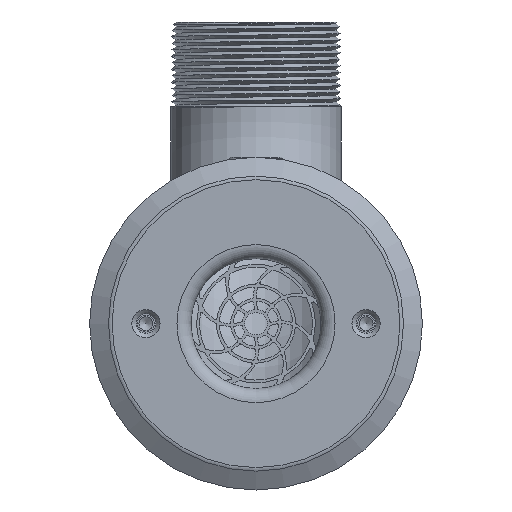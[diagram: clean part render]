
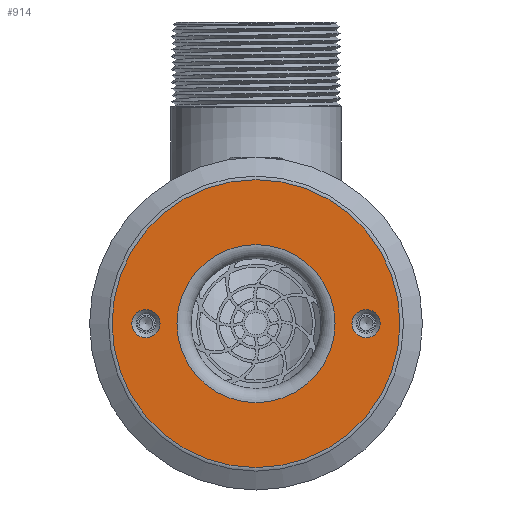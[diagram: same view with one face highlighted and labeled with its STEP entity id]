
A CAD part, front view. The second image highlights one B-rep face of the part: STEP entity #914.
In plain terms, the highlighted planar face has unit normal (0, -1, 0).
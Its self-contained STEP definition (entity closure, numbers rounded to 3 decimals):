
#914=ADVANCED_FACE('',(#8065,#8067,#8069,#8071),#8073,.T.);
#8065=FACE_BOUND('',#8066,.T.);
#8066=EDGE_LOOP('',(#10475));
#8067=FACE_BOUND('',#8068,.T.);
#8068=EDGE_LOOP('',(#10476));
#8069=FACE_BOUND('',#8070,.T.);
#8070=EDGE_LOOP('',(#10477));
#8071=FACE_BOUND('',#8072,.T.);
#8072=EDGE_LOOP('',(#10478));
#8073=PLANE('',#8074);
#8074=AXIS2_PLACEMENT_3D('',#8075,#8076,#8077);
#8075=CARTESIAN_POINT('',(0.,-6.5,0.));
#8076=DIRECTION('',(0.,-1.,0.));
#8077=DIRECTION('',(0.,0.,1.));
#10475=ORIENTED_EDGE('',*,*,#12256,.F.);
#10476=ORIENTED_EDGE('',*,*,#12257,.T.);
#10477=ORIENTED_EDGE('',*,*,#12258,.T.);
#10478=ORIENTED_EDGE('',*,*,#12259,.T.);
#12256=EDGE_CURVE('',#13466,#13466,#13467,.T.);
#12257=EDGE_CURVE('',#13468,#13468,#13469,.F.);
#12258=EDGE_CURVE('',#13470,#13470,#13471,.T.);
#12259=EDGE_CURVE('',#13472,#13472,#13473,.F.);
#13466=VERTEX_POINT('',#19775);
#13467=CIRCLE('',#19776,51.);
#13468=VERTEX_POINT('',#19780);
#13469=CIRCLE('',#19781,5.);
#13470=VERTEX_POINT('',#19785);
#13471=CIRCLE('',#19786,28.);
#13472=VERTEX_POINT('',#19790);
#13473=CIRCLE('',#19791,5.);
#19775=CARTESIAN_POINT('',(0.,-6.5,51.));
#19776=AXIS2_PLACEMENT_3D('',#19777,#19778,#19779);
#19777=CARTESIAN_POINT('',(0.,-6.5,0.));
#19778=DIRECTION('',(0.,1.,0.));
#19779=DIRECTION('',(0.,0.,1.));
#19780=CARTESIAN_POINT('',(44.,-6.5,0.));
#19781=AXIS2_PLACEMENT_3D('',#19782,#19783,#19784);
#19782=CARTESIAN_POINT('',(39.,-6.5,0.));
#19783=DIRECTION('',(0.,-1.,0.));
#19784=DIRECTION('',(1.,0.,0.));
#19785=CARTESIAN_POINT('',(0.,-6.5,28.));
#19786=AXIS2_PLACEMENT_3D('',#19787,#19788,#19789);
#19787=CARTESIAN_POINT('',(0.,-6.5,0.));
#19788=DIRECTION('',(0.,1.,0.));
#19789=DIRECTION('',(0.,0.,1.));
#19790=CARTESIAN_POINT('',(-34.,-6.5,0.));
#19791=AXIS2_PLACEMENT_3D('',#19792,#19793,#19794);
#19792=CARTESIAN_POINT('',(-39.,-6.5,0.));
#19793=DIRECTION('',(0.,-1.,0.));
#19794=DIRECTION('',(1.,0.,0.));
